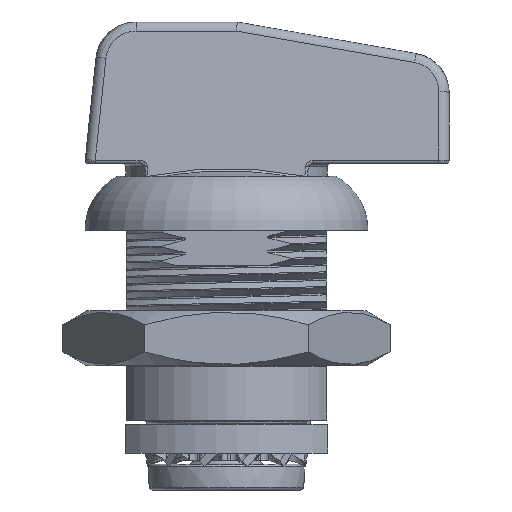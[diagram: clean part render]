
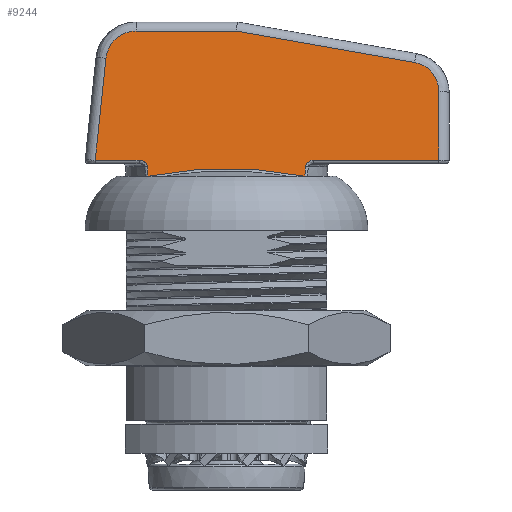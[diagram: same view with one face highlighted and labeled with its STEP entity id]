
A CAD part, front view. The second image highlights one B-rep face of the part: STEP entity #9244.
In plain terms, the highlighted planar face has unit normal (0, -0.995, 0.104).
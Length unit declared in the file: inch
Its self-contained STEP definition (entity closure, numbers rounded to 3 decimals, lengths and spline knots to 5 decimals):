
#7356=CARTESIAN_POINT('',(0.24209,-0.18924,0.00033));
#7357=VERTEX_POINT('',#7356);
#7417=CARTESIAN_POINT('',(-0.24209,-0.18924,0.00033));
#7418=VERTEX_POINT('',#7417);
#7750=CARTESIAN_POINT('',(0.65625,-0.18403,0.04989));
#7751=VERTEX_POINT('',#7750);
#7784=CARTESIAN_POINT('',(0.26999,-0.18403,0.04989));
#7785=VERTEX_POINT('',#7784);
#7802=CARTESIAN_POINT('',(0.65625,-0.18403,0.04989));
#7803=DIRECTION('',(-1.0,0.0,0.0));
#7804=VECTOR('',#7803,0.38626);
#7805=LINE('',#7802,#7804);
#7806=EDGE_CURVE('',#7751,#7785,#7805,.T.);
#7837=CARTESIAN_POINT('',(0.24436,-0.18613,0.02989));
#7838=VERTEX_POINT('',#7837);
#7855=CARTESIAN_POINT('',(0.26999,-0.18403,0.04989));
#7856=CARTESIAN_POINT('',(0.26409,-0.18403,0.04989));
#7857=CARTESIAN_POINT('',(0.25216,-0.1844,0.04631));
#7858=CARTESIAN_POINT('',(0.2448,-0.18551,0.03575));
#7859=CARTESIAN_POINT('',(0.24436,-0.18613,0.02989));
#7860=B_SPLINE_CURVE_WITH_KNOTS('',3,(#7855,#7856,#7857,#7858,#7859),.UNSPECIFIED.,.F.,.U.,(4,1,4),(0.,0.04498,0.08996),.UNSPECIFIED.);
#7861=EDGE_CURVE('',#7785,#7838,#7860,.T.);
#7884=CARTESIAN_POINT('',(0.,-0.00995,1.70618));
#7885=DIRECTION('',(0.,0.995,-0.105));
#7886=DIRECTION('',(0.,-0.105,-0.995));
#7887=AXIS2_PLACEMENT_3D('',#7884,#7885,#7886);
#7888=ELLIPSE('',#7887,2.88199,0.30125);
#7889=EDGE_CURVE('',#7838,#7357,#7888,.T.);
#8200=CARTESIAN_POINT('',(-0.40526,-0.18403,0.04989));
#8201=VERTEX_POINT('',#8200);
#8234=CARTESIAN_POINT('',(-0.26999,-0.18403,0.04989));
#8235=VERTEX_POINT('',#8234);
#8243=CARTESIAN_POINT('',(-0.26999,-0.18403,0.04989));
#8244=DIRECTION('',(-1.0,0.0,0.0));
#8245=VECTOR('',#8244,0.13527);
#8246=LINE('',#8243,#8245);
#8247=EDGE_CURVE('',#8235,#8201,#8246,.T.);
#8294=CARTESIAN_POINT('',(-0.24436,-0.18613,0.02989));
#8295=VERTEX_POINT('',#8294);
#8303=CARTESIAN_POINT('',(-0.24436,-0.18613,0.02989));
#8304=CARTESIAN_POINT('',(-0.2448,-0.18551,0.03575));
#8305=CARTESIAN_POINT('',(-0.25216,-0.1844,0.04631));
#8306=CARTESIAN_POINT('',(-0.26409,-0.18403,0.04989));
#8307=CARTESIAN_POINT('',(-0.26999,-0.18403,0.04989));
#8308=B_SPLINE_CURVE_WITH_KNOTS('',3,(#8303,#8304,#8305,#8306,#8307),.UNSPECIFIED.,.F.,.U.,(4,1,4),(0.0,0.04498,0.08996),.UNSPECIFIED.);
#8309=EDGE_CURVE('',#8295,#8235,#8308,.T.);
#8332=CARTESIAN_POINT('',(0.,-0.00995,1.70618));
#8333=DIRECTION('',(0.,0.995,-0.105));
#8334=DIRECTION('',(0.,-0.105,-0.995));
#8335=AXIS2_PLACEMENT_3D('',#8332,#8333,#8334);
#8336=ELLIPSE('',#8335,2.88199,0.30125);
#8337=EDGE_CURVE('',#7418,#8295,#8336,.T.);
#8418=CARTESIAN_POINT('',(0.,-0.31393,-1.18601));
#8419=DIRECTION('',(0.,-0.995,0.105));
#8420=DIRECTION('',(0.,0.105,0.995));
#8421=AXIS2_PLACEMENT_3D('',#8418,#8419,#8420);
#8422=CIRCLE('',#8421,1.21719);
#8423=EDGE_CURVE('',#7357,#7418,#8422,.T.);
#8474=CARTESIAN_POINT('',(0.65625,-0.16179,0.26147));
#8475=VERTEX_POINT('',#8474);
#8483=CARTESIAN_POINT('',(0.65625,-0.16179,0.26147));
#8484=DIRECTION('',(0.,-0.105,-0.995));
#8485=VECTOR('',#8484,0.21275);
#8486=LINE('',#8483,#8485);
#8487=EDGE_CURVE('',#8475,#7751,#8486,.T.);
#8852=CARTESIAN_POINT('',(0.03059,-0.14215,0.44836));
#8853=VERTEX_POINT('',#8852);
#8861=CARTESIAN_POINT('',(0.58085,-0.15234,0.35134));
#8862=VERTEX_POINT('',#8861);
#8863=CARTESIAN_POINT('',(0.03059,-0.14215,0.44836));
#8864=DIRECTION('',(0.985,-0.018,-0.174));
#8865=VECTOR('',#8864,0.55884);
#8866=LINE('',#8863,#8865);
#8867=EDGE_CURVE('',#8853,#8862,#8866,.T.);
#8894=CARTESIAN_POINT('',(-0.27897,-0.14215,0.44836));
#8895=VERTEX_POINT('',#8894);
#8903=CARTESIAN_POINT('',(-0.27897,-0.14215,0.44836));
#8904=DIRECTION('',(1.0,0.0,0.0));
#8905=VECTOR('',#8904,0.30955);
#8906=LINE('',#8903,#8905);
#8907=EDGE_CURVE('',#8895,#8853,#8906,.T.);
#8940=CARTESIAN_POINT('',(0.565,-0.16179,0.26147));
#8941=DIRECTION('',(0.,0.995,-0.105));
#8942=DIRECTION('',(0.,0.105,0.995));
#8943=AXIS2_PLACEMENT_3D('',#8940,#8941,#8942);
#8944=ELLIPSE('',#8943,0.09175,0.09125);
#8945=EDGE_CURVE('',#8862,#8475,#8944,.T.);
#8986=CARTESIAN_POINT('',(-0.3722,-0.15097,0.36441));
#8987=VERTEX_POINT('',#8986);
#8995=CARTESIAN_POINT('',(-0.27897,-0.152,0.35461));
#8996=DIRECTION('',(0.,0.995,-0.105));
#8997=DIRECTION('',(0.,0.105,0.995));
#8998=AXIS2_PLACEMENT_3D('',#8995,#8996,#8997);
#8999=ELLIPSE('',#8998,0.09427,0.09375);
#9000=EDGE_CURVE('',#8987,#8895,#8999,.T.);
#9019=CARTESIAN_POINT('',(-0.40526,-0.18403,0.04989));
#9020=DIRECTION('',(0.104,0.104,0.989));
#9021=VECTOR('',#9020,0.31798);
#9022=LINE('',#9019,#9021);
#9023=EDGE_CURVE('',#8201,#8987,#9022,.T.);
#9224=CARTESIAN_POINT('',(0.6875,-0.1875,0.01686));
#9225=DIRECTION('',(0.,0.995,-0.105));
#9226=DIRECTION('',(0.,-0.105,-0.995));
#9227=AXIS2_PLACEMENT_3D('',#9224,#9225,#9226);
#9228=PLANE('',#9227);
#9229=ORIENTED_EDGE('',*,*,#7806,.F.);
#9230=ORIENTED_EDGE('',*,*,#8487,.F.);
#9231=ORIENTED_EDGE('',*,*,#8945,.F.);
#9232=ORIENTED_EDGE('',*,*,#8867,.F.);
#9233=ORIENTED_EDGE('',*,*,#8907,.F.);
#9234=ORIENTED_EDGE('',*,*,#9000,.F.);
#9235=ORIENTED_EDGE('',*,*,#9023,.F.);
#9236=ORIENTED_EDGE('',*,*,#8247,.F.);
#9237=ORIENTED_EDGE('',*,*,#8309,.F.);
#9238=ORIENTED_EDGE('',*,*,#8337,.F.);
#9239=ORIENTED_EDGE('',*,*,#8423,.F.);
#9240=ORIENTED_EDGE('',*,*,#7889,.F.);
#9241=ORIENTED_EDGE('',*,*,#7861,.F.);
#9242=EDGE_LOOP('',(#9229,#9230,#9231,#9232,#9233,#9234,#9235,#9236,#9237,#9238,#9239,#9240,#9241));
#9243=FACE_OUTER_BOUND('',#9242,.T.);
#9244=ADVANCED_FACE('',(#9243),#9228,.F.);
